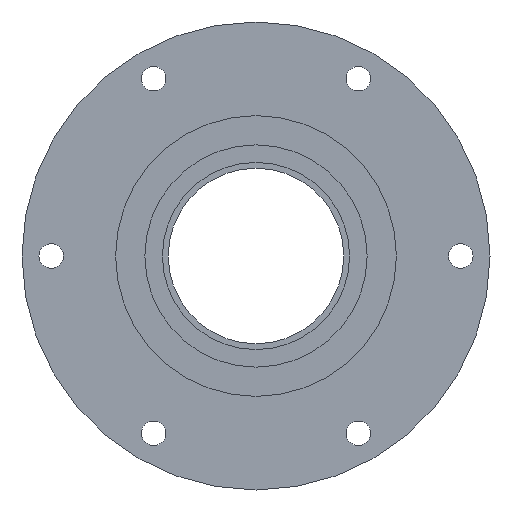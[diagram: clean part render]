
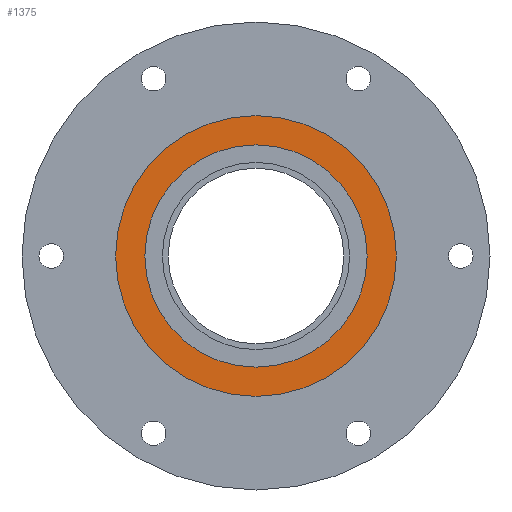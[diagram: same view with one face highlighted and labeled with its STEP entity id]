
A CAD part, front view. The second image highlights one B-rep face of the part: STEP entity #1375.
In plain terms, the highlighted planar face has unit normal (0, -1, 0).
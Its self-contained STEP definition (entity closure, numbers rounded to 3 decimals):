
#14 = FACE_BOUND ( 'NONE', #1211, .T. ) ;
#30 = CARTESIAN_POINT ( 'NONE',  ( 0., 6., 0. ) ) ;
#34 = ORIENTED_EDGE ( 'NONE', *, *, #84, .T. ) ;
#53 = CARTESIAN_POINT ( 'NONE',  ( 0., 6., 0. ) ) ;
#84 = EDGE_CURVE ( 'NONE', #1004, #819, #726, .T. ) ;
#189 = CARTESIAN_POINT ( 'NONE',  ( 0., 6., 0. ) ) ;
#190 = VERTEX_POINT ( 'NONE', #857 ) ;
#212 = CARTESIAN_POINT ( 'NONE',  ( 0., 6., 0. ) ) ;
#248 = AXIS2_PLACEMENT_3D ( 'NONE', #212, #468, #1131 ) ;
#267 = DIRECTION ( 'NONE',  ( 0., 0., -1. ) ) ;
#307 = DIRECTION ( 'NONE',  ( 0., 0., -1. ) ) ;
#343 = CIRCLE ( 'NONE', #248, 19. ) ;
#395 = AXIS2_PLACEMENT_3D ( 'NONE', #53, #973, #267 ) ;
#443 = AXIS2_PLACEMENT_3D ( 'NONE', #30, #1423, #708 ) ;
#465 = PLANE ( 'NONE',  #822 ) ;
#468 = DIRECTION ( 'NONE',  ( 0., -1., 0. ) ) ;
#533 = CIRCLE ( 'NONE', #443, 24. ) ;
#584 = DIRECTION ( 'NONE',  ( 0., 0., -1. ) ) ;
#620 = ORIENTED_EDGE ( 'NONE', *, *, #1095, .F. ) ;
#708 = DIRECTION ( 'NONE',  ( 0., 0., -1. ) ) ;
#726 = CIRCLE ( 'NONE', #395, 24. ) ;
#737 = EDGE_CURVE ( 'NONE', #927, #190, #343, .T. ) ;
#740 = CARTESIAN_POINT ( 'NONE',  ( 0., 6., -24. ) ) ;
#752 = AXIS2_PLACEMENT_3D ( 'NONE', #189, #1432, #307 ) ;
#801 = CARTESIAN_POINT ( 'NONE',  ( 0., 6., 24. ) ) ;
#819 = VERTEX_POINT ( 'NONE', #801 ) ;
#820 = DIRECTION ( 'NONE',  ( 0., -1., 0. ) ) ;
#822 = AXIS2_PLACEMENT_3D ( 'NONE', #928, #820, #584 ) ;
#830 = CARTESIAN_POINT ( 'NONE',  ( 0., 6., -19. ) ) ;
#834 = ORIENTED_EDGE ( 'NONE', *, *, #965, .T. ) ;
#857 = CARTESIAN_POINT ( 'NONE',  ( 0., 6., 19. ) ) ;
#927 = VERTEX_POINT ( 'NONE', #830 ) ;
#928 = CARTESIAN_POINT ( 'NONE',  ( 24., 6., 0. ) ) ;
#965 = EDGE_CURVE ( 'NONE', #819, #1004, #533, .T. ) ;
#973 = DIRECTION ( 'NONE',  ( 0., -1., 0. ) ) ;
#984 = EDGE_LOOP ( 'NONE', ( #34, #834 ) ) ;
#1004 = VERTEX_POINT ( 'NONE', #740 ) ;
#1035 = FACE_OUTER_BOUND ( 'NONE', #984, .T. ) ;
#1042 = CIRCLE ( 'NONE', #752, 19. ) ;
#1095 = EDGE_CURVE ( 'NONE', #190, #927, #1042, .T. ) ;
#1131 = DIRECTION ( 'NONE',  ( 0., 0., -1. ) ) ;
#1211 = EDGE_LOOP ( 'NONE', ( #1322, #620 ) ) ;
#1322 = ORIENTED_EDGE ( 'NONE', *, *, #737, .F. ) ;
#1375 = ADVANCED_FACE ( 'NONE', ( #1035, #14 ), #465, .T. ) ;
#1423 = DIRECTION ( 'NONE',  ( 0., -1., 0. ) ) ;
#1432 = DIRECTION ( 'NONE',  ( 0., -1., 0. ) ) ;
